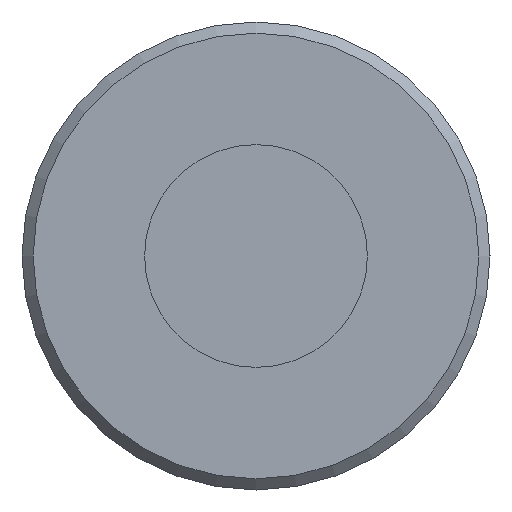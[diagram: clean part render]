
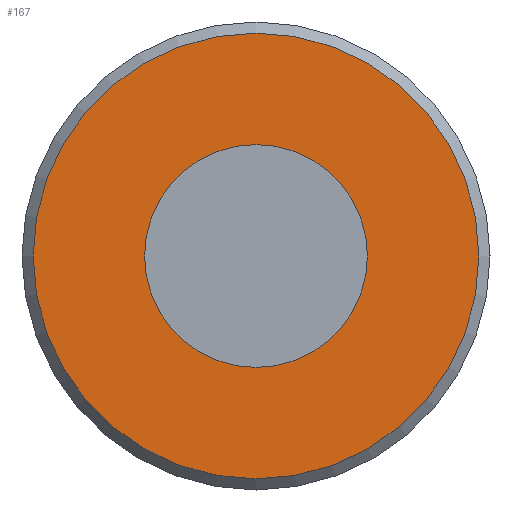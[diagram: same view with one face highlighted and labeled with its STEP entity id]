
A CAD part, left-side view. The second image highlights one B-rep face of the part: STEP entity #167.
In plain terms, the highlighted planar face has unit normal (-1, 0, 0).
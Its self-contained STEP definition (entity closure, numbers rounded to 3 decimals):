
#167 = ADVANCED_FACE( '', ( #310, #311 ), #312, .T. );
#310 = FACE_BOUND( '', #470, .T. );
#311 = FACE_OUTER_BOUND( '', #471, .T. );
#312 = PLANE( '', #472 );
#470 = EDGE_LOOP( '', ( #699 ) );
#471 = EDGE_LOOP( '', ( #700 ) );
#472 = AXIS2_PLACEMENT_3D( '', #701, #702, #703 );
#699 = ORIENTED_EDGE( '', *, *, #881, .T. );
#700 = ORIENTED_EDGE( '', *, *, #900, .F. );
#701 = CARTESIAN_POINT( '', ( 0., 20., 0. ) );
#702 = DIRECTION( '', ( -1., 0., 0. ) );
#703 = DIRECTION( '', ( 0., 0., 1. ) );
#881 = EDGE_CURVE( '', #1013, #1013, #1014, .T. );
#900 = EDGE_CURVE( '', #1039, #1039, #1040, .T. );
#1013 = VERTEX_POINT( '', #1245 );
#1014 = CIRCLE( '', #1246, 10. );
#1039 = VERTEX_POINT( '', #1322 );
#1040 = CIRCLE( '', #1323, 20. );
#1245 = CARTESIAN_POINT( '', ( 0., 0., -10. ) );
#1246 = AXIS2_PLACEMENT_3D( '', #1474, #1475, #1476 );
#1322 = CARTESIAN_POINT( '', ( 0., 0., -20. ) );
#1323 = AXIS2_PLACEMENT_3D( '', #1493, #1494, #1495 );
#1474 = CARTESIAN_POINT( '', ( 0., 0., 0. ) );
#1475 = DIRECTION( '', ( 1., 0., 0. ) );
#1476 = DIRECTION( '', ( 0., 0., -1. ) );
#1493 = CARTESIAN_POINT( '', ( 0., 0., 0. ) );
#1494 = DIRECTION( '', ( 1., 0., 0. ) );
#1495 = DIRECTION( '', ( 0., 0., -1. ) );
